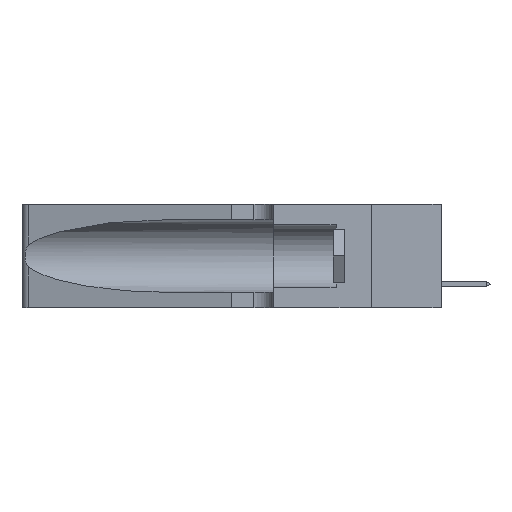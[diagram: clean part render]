
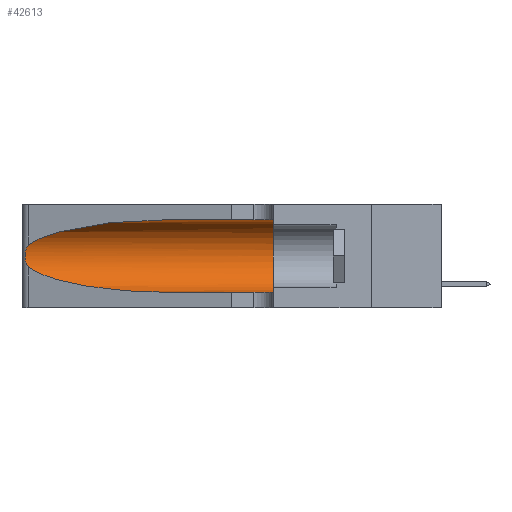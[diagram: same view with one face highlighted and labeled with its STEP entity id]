
A CAD part, left-side view. The second image highlights one B-rep face of the part: STEP entity #42613.
In plain terms, the highlighted cylindrical face has radius 3.308 mm (diameter 6.617 mm), a partial arc.
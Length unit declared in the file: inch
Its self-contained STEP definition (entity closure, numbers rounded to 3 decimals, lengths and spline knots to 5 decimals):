
#2063 = CARTESIAN_POINT ( 'NONE',  ( 0.25787, 1.23484, 0.2124 ) ) ;
#4582 = DIRECTION ( 'NONE',  ( 0., 0., -1. ) ) ;
#4701 = VERTEX_POINT ( 'NONE', #16757 ) ;
#5540 = CARTESIAN_POINT ( 'NONE',  ( 0.1305, 0.72297, 0.31525 ) ) ;
#5668 = CARTESIAN_POINT ( 'NONE',  ( 0.18966, 0.96281, 0.05475 ) ) ;
#6205 = CARTESIAN_POINT ( 'NONE',  ( 0.25487, 1.22718, 0.22369 ) ) ;
#6898 = VECTOR ( 'NONE', #13296, 39.37008 ) ;
#7894 = CARTESIAN_POINT ( 'NONE',  ( 0.25555, 1.22994, 0.2215 ) ) ;
#8339 = LINE ( 'NONE', #41840, #30428 ) ;
#8689 = CARTESIAN_POINT ( 'NONE',  ( 0.2373, 1.15595, 0.08982 ) ) ;
#10267 = ORIENTED_EDGE ( 'NONE', *, *, #13520, .T. ) ;
#11106 = CARTESIAN_POINT ( 'NONE',  ( 0.1305, 0.35, 0.31525 ) ) ;
#11401 = CARTESIAN_POINT ( 'NONE',  ( 0.1305, 0.35, 0.05475 ) ) ;
#11591 = CYLINDRICAL_SURFACE ( 'NONE', #37573, 0.13025 ) ;
#12282 = VERTEX_POINT ( 'NONE', #5540 ) ;
#13296 = DIRECTION ( 'NONE',  ( 0., -1., 0. ) ) ;
#13481 = CARTESIAN_POINT ( 'NONE',  ( 0.26017, 1.23833, 0.17102 ) ) ;
#13520 = EDGE_CURVE ( 'NONE', #40897, #4701, #40299, .T. ) ;
#13885 = AXIS2_PLACEMENT_3D ( 'NONE', #27912, #17786, #31797 ) ;
#15423 = CARTESIAN_POINT ( 'NONE',  ( 0.25639, 1.23184, 0.21858 ) ) ;
#16035 = LINE ( 'NONE', #30129, #6898 ) ;
#16038 = CARTESIAN_POINT ( 'NONE',  ( 0.25854, 1.2359, 0.20912 ) ) ;
#16757 = CARTESIAN_POINT ( 'NONE',  ( 0.1305, 0.72297, 0.05475 ) ) ;
#17162 = ORIENTED_EDGE ( 'NONE', *, *, #29085, .F. ) ;
#17269 = CARTESIAN_POINT ( 'NONE',  ( 0.25487, 1.22718, 0.14631 ) ) ;
#17392 = CARTESIAN_POINT ( 'NONE',  ( 0.25487, 1.22718, 0.22369 ) ) ;
#17786 = DIRECTION ( 'NONE',  ( 0., 1., 0. ) ) ;
#18224 = ORIENTED_EDGE ( 'NONE', *, *, #35926, .F. ) ;
#18831 = EDGE_CURVE ( 'NONE', #12282, #30917, #32316, .T. ) ;
#21966 = ORIENTED_EDGE ( 'NONE', *, *, #18831, .T. ) ;
#22235 = EDGE_CURVE ( 'NONE', #4701, #31855, #16035, .T. ) ;
#22959 = CARTESIAN_POINT ( 'NONE',  ( 0.26018, 1.23835, 0.19895 ) ) ;
#25112 = VERTEX_POINT ( 'NONE', #11106 ) ;
#25559 = CARTESIAN_POINT ( 'NONE',  ( 0.25555, 1.22993, 0.14849 ) ) ;
#26038 = CARTESIAN_POINT ( 'NONE',  ( 0.25639, 1.23186, 0.15144 ) ) ;
#26090 = CARTESIAN_POINT ( 'NONE',  ( 0.25487, 1.22718, 0.14631 ) ) ;
#26347 = B_SPLINE_CURVE_WITH_KNOTS ( 'NONE', 3,
 ( #17392, #7894, #15423, #2063, #16038, #22959, #26429, #33323, #13481, #34223, #37084, #26038, #25559, #29199 ),
 .UNSPECIFIED., .F., .F.,
 ( 4, 2, 2, 2, 2, 2, 4 ),
 ( 0., 0.00027, 0.00053, 0.00107, 0.0016, 0.00187, 0.00214 ),
 .UNSPECIFIED. ) ;
#26429 = CARTESIAN_POINT ( 'NONE',  ( 0.26075, 1.23896, 0.19203 ) ) ;
#27912 = CARTESIAN_POINT ( 'NONE',  ( 0.1305, 0.35, 0.185 ) ) ;
#28107 = DIRECTION ( 'NONE',  ( 0., -1., 0. ) ) ;
#29085 = EDGE_CURVE ( 'NONE', #12282, #25112, #8339, .T. ) ;
#29199 = CARTESIAN_POINT ( 'NONE',  ( 0.25487, 1.22718, 0.14631 ) ) ;
#29346 = EDGE_CURVE ( 'NONE', #30917, #40897, #26347, .T. ) ;
#30127 = CARTESIAN_POINT ( 'NONE',  ( 0.18966, 0.96281, 0.31525 ) ) ;
#30129 = CARTESIAN_POINT ( 'NONE',  ( 0.1305, 1.61858, 0.05475 ) ) ;
#30428 = VECTOR ( 'NONE', #28107, 39.37008 ) ;
#30917 = VERTEX_POINT ( 'NONE', #43913 ) ;
#31660 = CARTESIAN_POINT ( 'NONE',  ( 0.1305, 1.61858, 0.185 ) ) ;
#31797 = DIRECTION ( 'NONE',  ( 0., 0., 1. ) ) ;
#31855 = VERTEX_POINT ( 'NONE', #11401 ) ;
#32316 =( BOUNDED_CURVE ( )  B_SPLINE_CURVE ( 3, ( #40295, #30127, #33561, #6205 ),
 .UNSPECIFIED., .F., .T. ) 
 B_SPLINE_CURVE_WITH_KNOTS ( ( 4, 4 ),
 ( 1.5708, 2.84003 ),
 .UNSPECIFIED. ) 
 CURVE ( )  GEOMETRIC_REPRESENTATION_ITEM ( )  RATIONAL_B_SPLINE_CURVE ( ( 1., 0.87, 0.87, 1. ) ) 
 REPRESENTATION_ITEM ( '' )  );
#33323 = CARTESIAN_POINT ( 'NONE',  ( 0.26075, 1.23896, 0.178 ) ) ;
#33561 = CARTESIAN_POINT ( 'NONE',  ( 0.2373, 1.15595, 0.28018 ) ) ;
#34223 = CARTESIAN_POINT ( 'NONE',  ( 0.25856, 1.23593, 0.16098 ) ) ;
#34281 = EDGE_LOOP ( 'NONE', ( #21966, #37070, #10267, #38937, #18224, #17162 ) ) ;
#35926 = EDGE_CURVE ( 'NONE', #25112, #31855, #41937, .T. ) ;
#37070 = ORIENTED_EDGE ( 'NONE', *, *, #29346, .T. ) ;
#37084 = CARTESIAN_POINT ( 'NONE',  ( 0.25789, 1.23486, 0.15765 ) ) ;
#37573 = AXIS2_PLACEMENT_3D ( 'NONE', #31660, #42077, #4582 ) ;
#38937 = ORIENTED_EDGE ( 'NONE', *, *, #22235, .T. ) ;
#40295 = CARTESIAN_POINT ( 'NONE',  ( 0.1305, 0.72297, 0.31525 ) ) ;
#40299 =( BOUNDED_CURVE ( )  B_SPLINE_CURVE ( 3, ( #26090, #8689, #5668, #43132 ),
 .UNSPECIFIED., .F., .F. ) 
 B_SPLINE_CURVE_WITH_KNOTS ( ( 4, 4 ),
 ( 3.44316, 4.71239 ),
 .UNSPECIFIED. ) 
 CURVE ( )  GEOMETRIC_REPRESENTATION_ITEM ( )  RATIONAL_B_SPLINE_CURVE ( ( 1., 0.87, 0.87, 1. ) ) 
 REPRESENTATION_ITEM ( '' )  );
#40897 = VERTEX_POINT ( 'NONE', #17269 ) ;
#41840 = CARTESIAN_POINT ( 'NONE',  ( 0.1305, 1.61858, 0.31525 ) ) ;
#41937 = CIRCLE ( 'NONE', #13885, 0.13025 ) ;
#42077 = DIRECTION ( 'NONE',  ( 0., -1., 0. ) ) ;
#42613 = ADVANCED_FACE ( 'NONE', ( #43203 ), #11591, .F. ) ;
#43132 = CARTESIAN_POINT ( 'NONE',  ( 0.1305, 0.72297, 0.05475 ) ) ;
#43203 = FACE_OUTER_BOUND ( 'NONE', #34281, .T. ) ;
#43913 = CARTESIAN_POINT ( 'NONE',  ( 0.25487, 1.22718, 0.22369 ) ) ;
